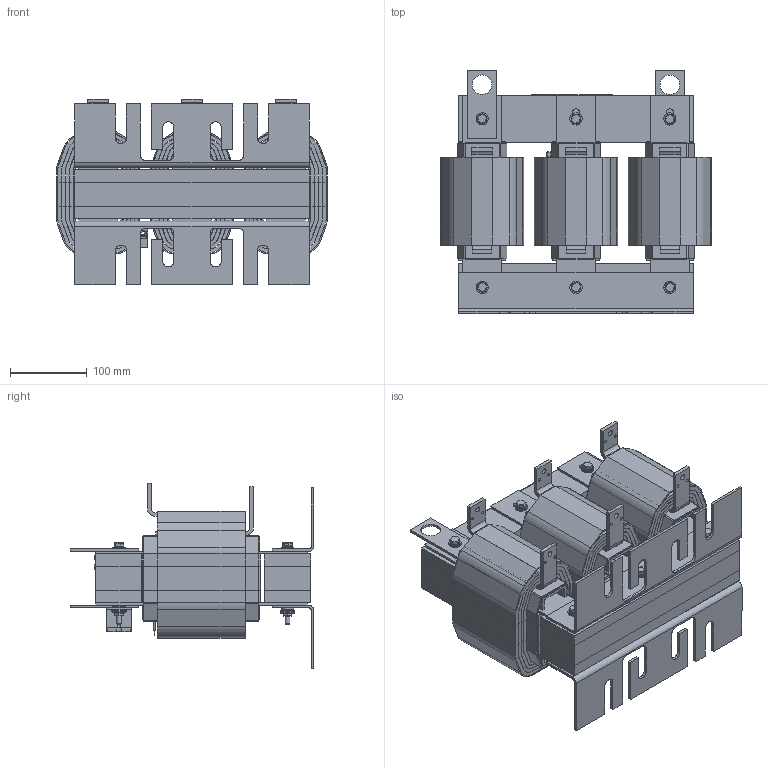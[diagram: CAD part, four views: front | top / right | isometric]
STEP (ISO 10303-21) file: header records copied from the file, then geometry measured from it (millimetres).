
FILE_DESCRIPTION(/* description */ (''),/* implementation_level */ '2;1');
FILE_NAME(/* name */ 'KTRMG130A.stp',/* time_stamp */ '2020-07-14T13:25:01-05:00',/* author */ ('jnelson'),/* organization */ (''),/* preprocessor_version */ 'ST-DEVELOPER v17',/* originating_system */ 'Autodesk Inventor 2019',/* authorisation */ '');
FILE_SCHEMA (('AUTOMOTIVE_DESIGN { 1 0 10303 214 3 1 1 }'));
Products named in the file (108): KTRMG130A; KTRMG130A FRONT; 21513-3.75; 24157; 21512; 21512_1; 15112; 15112_1; 15112_2; 15112_3; 15112_4; 21085-REV-E; 21621-REV-A; 24157-COIL; 24157_1; 21512_2; 21512_3; 15112_5; 15112_6; 15112_7; 15112_8; 15112_9; 21085-REV-E_1; 21621-REV-A_1; 24157-COIL_1; 24157_2; 21512_4; 21512_5; 15112_10; 15112_11; 15112_12; 15112_13; 15112_14; 21085-REV-E_2; 21621-REV-A_2; 24157-COIL_2; 24263-REV-NR; 21513-3.75_1; 1505; 1505_1 ...
Assembly tree (139 placements, depth 4):
  KTRMG130A
    KTRMG130A FRONT
      21513-3.75
      24157
        21512
        21512_1
        15112
        15112_1
        15112_2
        15112_3
        15112_4
        21085-REV-E_6
        21085-REV-E
        21621-REV-A
        21621-REV-A_5
        24157-COIL
      24157_1
        21512_2
        21512_3
        15112_5
        15112_6
        15112_7
        15112_8
        15112_9
        21085-REV-E_6
        21085-REV-E_1
        21621-REV-A_1
        21621-REV-A_5
        24157-COIL_1
      24157_2
        21512_4
        21512_5
        15112_10
        15112_11
        15112_12
        15112_13
        15112_14
        21085-REV-E_6
        21085-REV-E_2
        21621-REV-A_2
        21621-REV-A_5
        24157-COIL_2
      24263-REV-NR
      24263-REV-NR_1
      21513-3.75_1
      1505
      1505_1
      1505_2
      1505_3
      1505_4
      1505_5
    KTRMG130A BACK
      21513-3.75_2
      24157_3
        21512_6
        21512_7
        15112_15
        15112_16
        15112_17
        15112_18
Bounding box: 351.94 x 316.74 x 241 mm (x, y, z)
Volume: 10659130.3 mm3; surface area: 3351396.6 mm2
Topology: 144 solids, 144 shells, 2790 faces, 7017 edges, 4589 vertices
Faces by surface type: plane 1711, cylinder 855, bspline 166, cone 42, torus 12, sphere 4
Full cylindrical faces by diameter (mm): 0.762 x2, 1.524 x2, 3.505 x12, 4.166 x2, 4.496 x3, 4.724 x2, 5.172 x30, 6.147 x12, 6.35 x42, 6.604 x6, 7.01 x6, 7.112 x6, 7.137 x12, 7.62 x12, 8.128 x4, 8.636 x6, 9.652 x2, 10.312 x12, 12.7 x12, 15.875 x12, 18.491 x6, 25.4 x2
Entity records: 70861 total; most frequent: CARTESIAN_POINT 15508, ORIENTED_EDGE 10834, DIRECTION 10425, EDGE_CURVE 5417, LINE 4027, VECTOR 4027, VERTEX_POINT 3586, AXIS2_PLACEMENT_3D 3199
